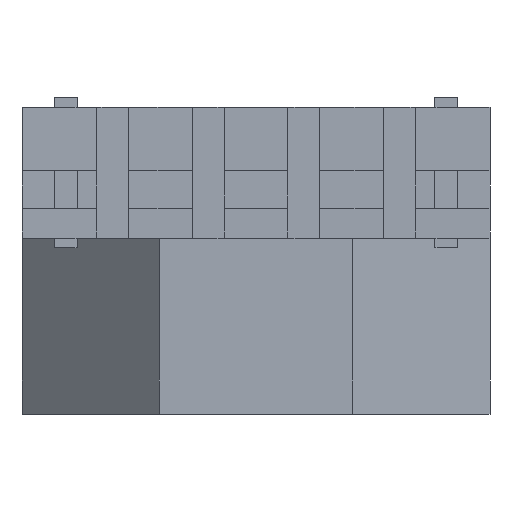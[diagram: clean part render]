
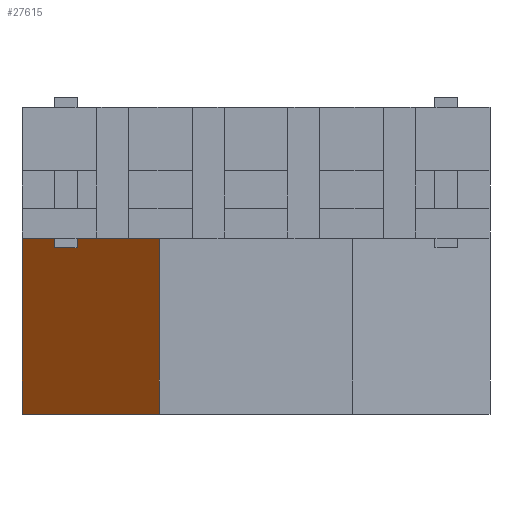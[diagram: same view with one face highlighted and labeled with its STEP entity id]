
A CAD part, front view. The second image highlights one B-rep face of the part: STEP entity #27615.
In plain terms, the highlighted planar face has unit normal (-0.707, -0.707, 0).
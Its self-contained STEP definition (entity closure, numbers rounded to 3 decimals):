
#8472 = PLANE('',#8473);
#8473 = AXIS2_PLACEMENT_3D('',#8474,#8475,#8476);
#8474 = CARTESIAN_POINT('',(-1.848,-6.991,4.7));
#8475 = DIRECTION('',(-1.,0.,0.));
#8476 = DIRECTION('',(0.,0.,-1.));
#9770 = PLANE('',#9771);
#9771 = AXIS2_PLACEMENT_3D('',#9772,#9773,#9774);
#9772 = CARTESIAN_POINT('',(-1.848,-12.102,4.7));
#9773 = DIRECTION('',(0.,0.,-1.));
#9774 = DIRECTION('',(-1.,0.,0.));
#12234 = PLANE('',#12235);
#12235 = AXIS2_PLACEMENT_3D('',#12236,#12237,#12238);
#12236 = CARTESIAN_POINT('',(6.991,-10.652,0.));
#12237 = DIRECTION('',(0.,0.,-1.));
#12238 = DIRECTION('',(-1.,0.,0.));
#13340 = PLANE('',#13341);
#13341 = AXIS2_PLACEMENT_3D('',#13342,#13343,#13344);
#13342 = CARTESIAN_POINT('',(1.813,-10.652,0.));
#13343 = DIRECTION('',(0.,-1.,
    0.));
#13344 = DIRECTION('',(0.,0.,
    -1.));
#13353 = VERTEX_POINT('',#13354);
#13354 = CARTESIAN_POINT('',(1.813,-10.652,0.));
#13375 = EDGE_CURVE('',#13376,#13353,#13378,.T.);
#13376 = VERTEX_POINT('',#13377);
#13377 = CARTESIAN_POINT('',(-1.848,-6.991,0.));
#13378 = SURFACE_CURVE('',#13379,(#13383,#13390),.PCURVE_S1.);
#13379 = LINE('',#13380,#13381);
#13380 = CARTESIAN_POINT('',(-1.848,-6.991,0.));
#13381 = VECTOR('',#13382,1.);
#13382 = DIRECTION('',(0.707,-0.707,0.));
#13383 = PCURVE('',#12234,#13384);
#13384 = DEFINITIONAL_REPRESENTATION('',(#13385),#13389);
#13385 = LINE('',#13386,#13387);
#13386 = CARTESIAN_POINT('',(8.839,3.661));
#13387 = VECTOR('',#13388,1.);
#13388 = DIRECTION('',(-0.707,-0.707));
#13389 = ( GEOMETRIC_REPRESENTATION_CONTEXT(2) 
PARAMETRIC_REPRESENTATION_CONTEXT() REPRESENTATION_CONTEXT('2D SPACE',''
  ) );
#13390 = PCURVE('',#13391,#13396);
#13391 = PLANE('',#13392);
#13392 = AXIS2_PLACEMENT_3D('',#13393,#13394,#13395);
#13393 = CARTESIAN_POINT('',(-1.848,-6.991,0.));
#13394 = DIRECTION('',(-0.707,-0.707,0.));
#13395 = DIRECTION('',(0.707,-0.707,0.));
#13396 = DEFINITIONAL_REPRESENTATION('',(#13397),#13401);
#13397 = LINE('',#13398,#13399);
#13398 = CARTESIAN_POINT('',(0.,0.));
#13399 = VECTOR('',#13400,1.);
#13400 = DIRECTION('',(1.,0.));
#13401 = ( GEOMETRIC_REPRESENTATION_CONTEXT(2) 
PARAMETRIC_REPRESENTATION_CONTEXT() REPRESENTATION_CONTEXT('2D SPACE',''
  ) );
#27615 = ADVANCED_FACE('',(#27616),#13391,.T.);
#27616 = FACE_BOUND('',#27617,.T.);
#27617 = EDGE_LOOP('',(#27618,#27619,#27642,#27665));
#27618 = ORIENTED_EDGE('',*,*,#13375,.T.);
#27619 = ORIENTED_EDGE('',*,*,#27620,.T.);
#27620 = EDGE_CURVE('',#13353,#27621,#27623,.T.);
#27621 = VERTEX_POINT('',#27622);
#27622 = CARTESIAN_POINT('',(1.813,-10.652,4.7));
#27623 = SURFACE_CURVE('',#27624,(#27628,#27635),.PCURVE_S1.);
#27624 = LINE('',#27625,#27626);
#27625 = CARTESIAN_POINT('',(1.813,-10.652,0.));
#27626 = VECTOR('',#27627,1.);
#27627 = DIRECTION('',(0.,0.,1.));
#27628 = PCURVE('',#13391,#27629);
#27629 = DEFINITIONAL_REPRESENTATION('',(#27630),#27634);
#27630 = LINE('',#27631,#27632);
#27631 = CARTESIAN_POINT('',(5.178,0.));
#27632 = VECTOR('',#27633,1.);
#27633 = DIRECTION('',(0.,1.));
#27634 = ( GEOMETRIC_REPRESENTATION_CONTEXT(2) 
PARAMETRIC_REPRESENTATION_CONTEXT() REPRESENTATION_CONTEXT('2D SPACE',''
  ) );
#27635 = PCURVE('',#13340,#27636);
#27636 = DEFINITIONAL_REPRESENTATION('',(#27637),#27641);
#27637 = LINE('',#27638,#27639);
#27638 = CARTESIAN_POINT('',(0.,0.));
#27639 = VECTOR('',#27640,1.);
#27640 = DIRECTION('',(-1.,0.));
#27641 = ( GEOMETRIC_REPRESENTATION_CONTEXT(2) 
PARAMETRIC_REPRESENTATION_CONTEXT() REPRESENTATION_CONTEXT('2D SPACE',''
  ) );
#27642 = ORIENTED_EDGE('',*,*,#27643,.F.);
#27643 = EDGE_CURVE('',#27644,#27621,#27646,.T.);
#27644 = VERTEX_POINT('',#27645);
#27645 = CARTESIAN_POINT('',(-1.848,-6.991,4.7));
#27646 = SURFACE_CURVE('',#27647,(#27651,#27658),.PCURVE_S1.);
#27647 = LINE('',#27648,#27649);
#27648 = CARTESIAN_POINT('',(-1.848,-6.991,4.7));
#27649 = VECTOR('',#27650,1.);
#27650 = DIRECTION('',(0.707,-0.707,0.));
#27651 = PCURVE('',#13391,#27652);
#27652 = DEFINITIONAL_REPRESENTATION('',(#27653),#27657);
#27653 = LINE('',#27654,#27655);
#27654 = CARTESIAN_POINT('',(0.,4.7));
#27655 = VECTOR('',#27656,1.);
#27656 = DIRECTION('',(1.,0.));
#27657 = ( GEOMETRIC_REPRESENTATION_CONTEXT(2) 
PARAMETRIC_REPRESENTATION_CONTEXT() REPRESENTATION_CONTEXT('2D SPACE',''
  ) );
#27658 = PCURVE('',#9770,#27659);
#27659 = DEFINITIONAL_REPRESENTATION('',(#27660),#27664);
#27660 = LINE('',#27661,#27662);
#27661 = CARTESIAN_POINT('',(0.,5.111));
#27662 = VECTOR('',#27663,1.);
#27663 = DIRECTION('',(-0.707,-0.707));
#27664 = ( GEOMETRIC_REPRESENTATION_CONTEXT(2) 
PARAMETRIC_REPRESENTATION_CONTEXT() REPRESENTATION_CONTEXT('2D SPACE',''
  ) );
#27665 = ORIENTED_EDGE('',*,*,#27666,.F.);
#27666 = EDGE_CURVE('',#13376,#27644,#27667,.T.);
#27667 = SURFACE_CURVE('',#27668,(#27672,#27679),.PCURVE_S1.);
#27668 = LINE('',#27669,#27670);
#27669 = CARTESIAN_POINT('',(-1.848,-6.991,0.));
#27670 = VECTOR('',#27671,1.);
#27671 = DIRECTION('',(0.,0.,1.));
#27672 = PCURVE('',#13391,#27673);
#27673 = DEFINITIONAL_REPRESENTATION('',(#27674),#27678);
#27674 = LINE('',#27675,#27676);
#27675 = CARTESIAN_POINT('',(0.,0.));
#27676 = VECTOR('',#27677,1.);
#27677 = DIRECTION('',(0.,1.));
#27678 = ( GEOMETRIC_REPRESENTATION_CONTEXT(2) 
PARAMETRIC_REPRESENTATION_CONTEXT() REPRESENTATION_CONTEXT('2D SPACE',''
  ) );
#27679 = PCURVE('',#8472,#27680);
#27680 = DEFINITIONAL_REPRESENTATION('',(#27681),#27685);
#27681 = LINE('',#27682,#27683);
#27682 = CARTESIAN_POINT('',(4.7,0.));
#27683 = VECTOR('',#27684,1.);
#27684 = DIRECTION('',(-1.,0.));
#27685 = ( GEOMETRIC_REPRESENTATION_CONTEXT(2) 
PARAMETRIC_REPRESENTATION_CONTEXT() REPRESENTATION_CONTEXT('2D SPACE',''
  ) );
